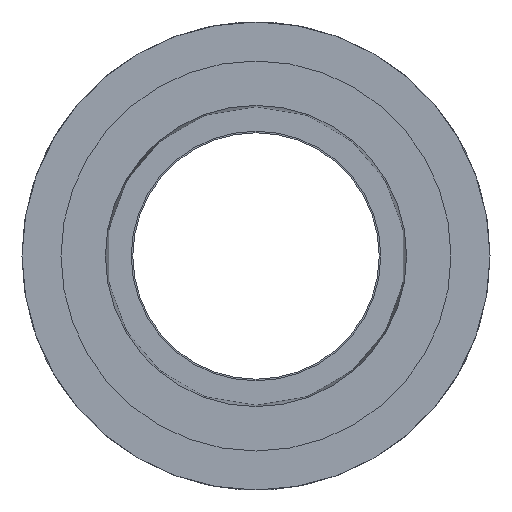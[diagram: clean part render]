
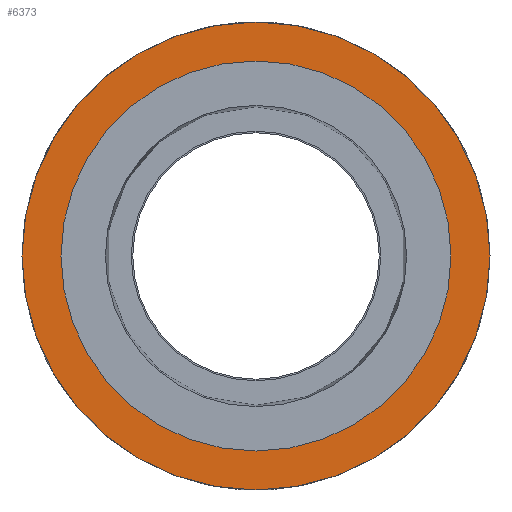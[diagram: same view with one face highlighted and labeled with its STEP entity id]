
A CAD part, front view. The second image highlights one B-rep face of the part: STEP entity #6373.
In plain terms, the highlighted planar face has unit normal (0, -1, 0).
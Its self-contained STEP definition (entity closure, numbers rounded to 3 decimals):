
#2191=CARTESIAN_POINT('',(0.,10.,9.655));
#2192=DIRECTION('',(0.,1.,0.));
#2193=DIRECTION('',(0.,0.,1.));
#2194=AXIS2_PLACEMENT_3D('',#2191,#2192,#2193);
#2209=CARTESIAN_POINT('',(0.,10.,9.655));
#2210=DIRECTION('',(0.,1.,0.));
#2211=DIRECTION('',(0.,0.,-1.));
#2212=AXIS2_PLACEMENT_3D('',#2209,#2210,#2211);
#2214=CARTESIAN_POINT('',(0.,10.,9.655));
#2215=DIRECTION('',(0.,-1.,0.));
#2216=DIRECTION('',(0.,0.,-1.));
#2217=AXIS2_PLACEMENT_3D('',#2214,#2215,#2216);
#2219=CARTESIAN_POINT('',(0.,10.,9.655));
#2220=DIRECTION('',(0.,-1.,0.));
#2221=DIRECTION('',(-1.,0.,0.));
#2222=AXIS2_PLACEMENT_3D('',#2219,#2220,#2221);
#2224=CARTESIAN_POINT('',(0.,10.,9.655));
#2225=DIRECTION('',(0.,-1.,0.));
#2226=DIRECTION('',(0.,0.,1.));
#2227=AXIS2_PLACEMENT_3D('',#2224,#2225,#2226);
#2229=CARTESIAN_POINT('',(0.,10.,9.655));
#2230=DIRECTION('',(0.,-1.,0.));
#2231=DIRECTION('',(1.,0.,0.));
#2232=AXIS2_PLACEMENT_3D('',#2229,#2230,#2231);
#5582=CARTESIAN_POINT('',(0.,10.,24.655));
#5583=VERTEX_POINT('',#5582);
#5584=CARTESIAN_POINT('',(0.,10.,-5.345));
#5585=VERTEX_POINT('',#5584);
#5586=CARTESIAN_POINT('',(-15.,10.,9.655));
#5587=VERTEX_POINT('',#5586);
#5600=CARTESIAN_POINT('',(15.,10.,9.655));
#5601=VERTEX_POINT('',#5600);
#5698=CARTESIAN_POINT('',(0.,10.,-2.845));
#5699=CARTESIAN_POINT('',(0.,10.,22.155));
#5700=VERTEX_POINT('',#5698);
#5701=VERTEX_POINT('',#5699);
#6354=CARTESIAN_POINT('',(-18.001,10.,27.656));
#6355=DIRECTION('',(0.,-1.,0.));
#6356=DIRECTION('',(1.,0.,0.));
#6357=AXIS2_PLACEMENT_3D('',#6354,#6355,#6356);
#6358=PLANE('',#6357);
#6360=ORIENTED_EDGE('',*,*,#6359,.F.);
#6362=ORIENTED_EDGE('',*,*,#6361,.F.);
#6364=ORIENTED_EDGE('',*,*,#6363,.F.);
#6366=ORIENTED_EDGE('',*,*,#6365,.F.);
#6367=EDGE_LOOP('',(#6360,#6362,#6364,#6366));
#6368=FACE_OUTER_BOUND('',#6367,.F.);
#6369=ORIENTED_EDGE('',*,*,#6349,.F.);
#6370=ORIENTED_EDGE('',*,*,#6336,.F.);
#6371=EDGE_LOOP('',(#6369,#6370));
#6372=FACE_BOUND('',#6371,.F.);
#6373=ADVANCED_FACE('',(#6368,#6372),#6358,.T.);
#2195=CIRCLE('',#2194,12.5);
#2213=CIRCLE('',#2212,12.5);
#2218=CIRCLE('',#2217,15.);
#2223=CIRCLE('',#2222,15.);
#2228=CIRCLE('',#2227,15.);
#2233=CIRCLE('',#2232,15.);
#6336=EDGE_CURVE('',#5701,#5700,#2195,.T.);
#6349=EDGE_CURVE('',#5700,#5701,#2213,.T.);
#6359=EDGE_CURVE('',#5585,#5601,#2218,.T.);
#6361=EDGE_CURVE('',#5587,#5585,#2223,.T.);
#6363=EDGE_CURVE('',#5583,#5587,#2228,.T.);
#6365=EDGE_CURVE('',#5601,#5583,#2233,.T.);
